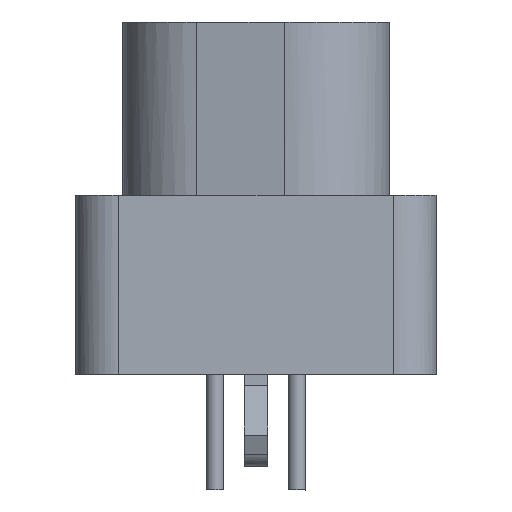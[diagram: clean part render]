
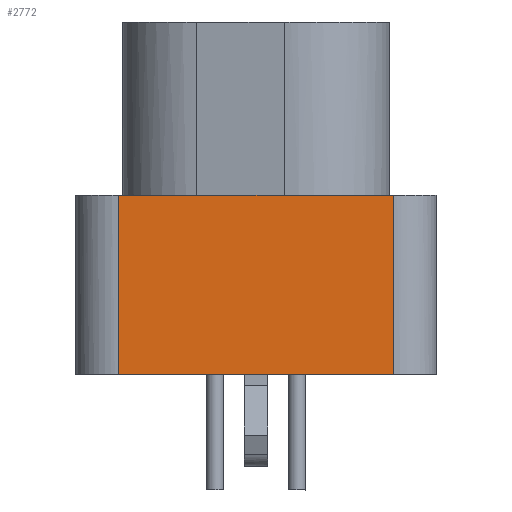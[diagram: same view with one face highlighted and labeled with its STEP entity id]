
A CAD part, left-side view. The second image highlights one B-rep face of the part: STEP entity #2772.
In plain terms, the highlighted free-form (B-spline) face has degree [1, 1] with [2, 2] control points.
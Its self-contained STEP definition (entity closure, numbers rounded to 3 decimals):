
#2508=CARTESIAN_POINT('V52',(-19.75,-8.865,
   0.5));
#2509=VERTEX_POINT('V52',#2508);
#2510=CARTESIAN_POINT('V50',(-19.75,0.635,
   0.5));
#2511=VERTEX_POINT('V50',#2510);
#2512=CARTESIAN_POINT('E76',(-19.75,-8.865,
   0.5));
#2513=CARTESIAN_POINT('E76',(-19.75,0.635,
   0.5));
#2514=B_SPLINE_CURVE_WITH_KNOTS('E76',1,(#2512,#2513),
   .POLYLINE_FORM.,.F.,.U.,(2,2),(0.0,1.532),
   .UNSPECIFIED.);
#2515=EDGE_CURVE('E76',#2509,#2511,#2514,.T.);
#2727=CARTESIAN_POINT('V49',(-19.75,0.635,
   -5.7));
#2728=VERTEX_POINT('V49',#2727);
#2742=CARTESIAN_POINT('E73',(-19.75,0.635,
   -5.7));
#2743=CARTESIAN_POINT('E73',(-19.75,0.635,
   0.5));
#2744=QUASI_UNIFORM_CURVE('E73',1,(#2742,#2743),.POLYLINE_FORM.,.F.,
   .U.);
#2745=EDGE_CURVE('E73',#2728,#2511,#2744,.T.);
#2751=CARTESIAN_POINT('F34',(-19.75,0.735,
   -5.8));
#2752=CARTESIAN_POINT('F34',(-19.75,-8.965,
   -5.8));
#2753=CARTESIAN_POINT('F34',(-19.75,0.735,
   0.6));
#2754=CARTESIAN_POINT('F34',(-19.75,-8.965,
   0.6));
#2755=B_SPLINE_SURFACE_WITH_KNOTS('F34',1,1,((#2751,#2753),(#2752,
   #2754)),.PLANE_SURF.,.F.,.F.,.U.,(2,2),(2,2),(0.0,
   1.516),(0.0,1.0),.UNSPECIFIED.);
#2756=ORIENTED_EDGE('E73',*,*,#2745,.F.);
#2757=CARTESIAN_POINT('V51',(-19.75,-8.865,
   -5.7));
#2758=VERTEX_POINT('V51',#2757);
#2759=CARTESIAN_POINT('E74',(-19.75,0.635,
   -5.7));
#2760=CARTESIAN_POINT('E74',(-19.75,-8.865,
   -5.7));
#2761=B_SPLINE_CURVE_WITH_KNOTS('E74',1,(#2759,#2760),
   .POLYLINE_FORM.,.F.,.U.,(2,2),(0.0,1.532),
   .UNSPECIFIED.);
#2762=EDGE_CURVE('E74',#2728,#2758,#2761,.T.);
#2763=ORIENTED_EDGE('E74',*,*,#2762,.T.);
#2764=CARTESIAN_POINT('E75',(-19.75,-8.865,
   0.5));
#2765=CARTESIAN_POINT('E75',(-19.75,-8.865,
   -5.7));
#2766=QUASI_UNIFORM_CURVE('E75',1,(#2764,#2765),.POLYLINE_FORM.,.F.,
   .U.);
#2767=EDGE_CURVE('E75',#2509,#2758,#2766,.T.);
#2768=ORIENTED_EDGE('E75',*,*,#2767,.F.);
#2769=ORIENTED_EDGE('E76',*,*,#2515,.T.);
#2770=EDGE_LOOP('F34',(#2756,#2763,#2768,#2769));
#2771=FACE_OUTER_BOUND('F34',#2770,.T.);
#2772=ADVANCED_FACE('F34',(#2771),#2755,.T.);
